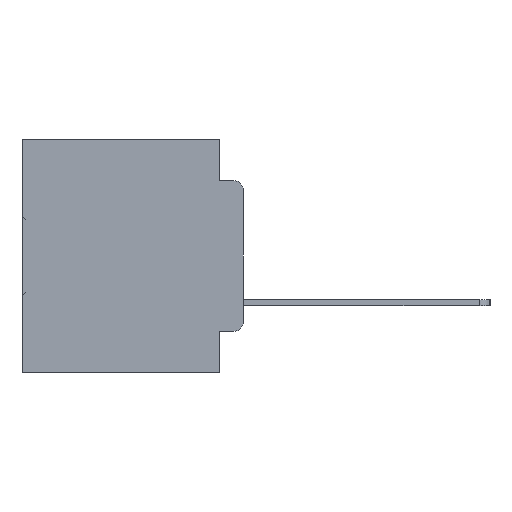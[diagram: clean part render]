
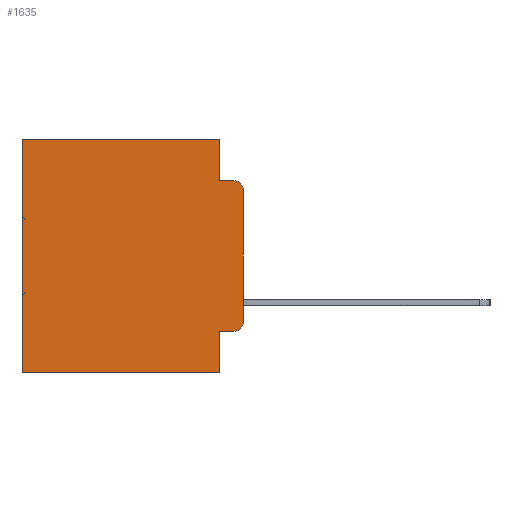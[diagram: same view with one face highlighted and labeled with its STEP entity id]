
A CAD part, left-side view. The second image highlights one B-rep face of the part: STEP entity #1635.
In plain terms, the highlighted planar face has unit normal (-1, 0, 0).
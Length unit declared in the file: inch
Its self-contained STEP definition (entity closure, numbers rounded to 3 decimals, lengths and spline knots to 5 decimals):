
#412 = CIRCLE ( 'NONE', #7360, 0.02 ) ;
#530 = VERTEX_POINT ( 'NONE', #9406 ) ;
#587 = CARTESIAN_POINT ( 'NONE',  ( 0.298, 0.02, -0.4115 ) ) ;
#1421 = DIRECTION ( 'NONE',  ( 0., 0., -1. ) ) ;
#1635 = ADVANCED_FACE ( 'NONE', ( #5750 ), #9855, .F. ) ;
#1870 = ORIENTED_EDGE ( 'NONE', *, *, #21361, .F. ) ;
#1874 = LINE ( 'NONE', #34186, #7644 ) ;
#2103 = EDGE_CURVE ( 'NONE', #15012, #29706, #412, .T. ) ;
#2394 = VERTEX_POINT ( 'NONE', #34647 ) ;
#2437 = LINE ( 'NONE', #20442, #9029 ) ;
#2807 = ORIENTED_EDGE ( 'NONE', *, *, #2103, .T. ) ;
#2822 = CARTESIAN_POINT ( 'NONE',  ( 0.298, 0.051, -0.4115 ) ) ;
#2872 = VERTEX_POINT ( 'NONE', #31742 ) ;
#2986 = VECTOR ( 'NONE', #8923, 39.37008 ) ;
#3133 = DIRECTION ( 'NONE',  ( 0., 1., 0. ) ) ;
#3158 = CARTESIAN_POINT ( 'NONE',  ( 0.298, 0.02, -0.1085 ) ) ;
#3206 = ORIENTED_EDGE ( 'NONE', *, *, #10073, .F. ) ;
#3758 = CARTESIAN_POINT ( 'NONE',  ( 0.298, 0., -0.5 ) ) ;
#4741 = EDGE_LOOP ( 'NONE', ( #11061, #28063, #29753, #3206, #18807, #17091, #31446, #1870, #32709, #2807 ) ) ;
#5157 = EDGE_CURVE ( 'NONE', #530, #27650, #23192, .T. ) ;
#5750 = FACE_OUTER_BOUND ( 'NONE', #4741, .T. ) ;
#5992 = DIRECTION ( 'NONE',  ( 0., 0., -1. ) ) ;
#6099 = VECTOR ( 'NONE', #3133, 39.37008 ) ;
#6616 = EDGE_CURVE ( 'NONE', #10899, #7090, #1874, .T. ) ;
#6746 = DIRECTION ( 'NONE',  ( 0., 0., -1. ) ) ;
#7090 = VERTEX_POINT ( 'NONE', #25527 ) ;
#7207 = DIRECTION ( 'NONE',  ( 1., 0., 0. ) ) ;
#7360 = AXIS2_PLACEMENT_3D ( 'NONE', #9095, #28132, #11882 ) ;
#7644 = VECTOR ( 'NONE', #1421, 39.37008 ) ;
#8629 = EDGE_CURVE ( 'NONE', #2872, #10899, #13495, .T. ) ;
#8923 = DIRECTION ( 'NONE',  ( 0., -1., 0. ) ) ;
#9029 = VECTOR ( 'NONE', #6746, 39.37008 ) ;
#9095 = CARTESIAN_POINT ( 'NONE',  ( 0.298, 0.02, -0.3915 ) ) ;
#9406 = CARTESIAN_POINT ( 'NONE',  ( 0.298, 0., -0.1085 ) ) ;
#9855 = PLANE ( 'NONE',  #30594 ) ;
#10000 = LINE ( 'NONE', #31867, #23690 ) ;
#10073 = EDGE_CURVE ( 'NONE', #2872, #14773, #2437, .T. ) ;
#10243 = CARTESIAN_POINT ( 'NONE',  ( 0.298, 0.051, -0.0885 ) ) ;
#10899 = VERTEX_POINT ( 'NONE', #32786 ) ;
#11061 = ORIENTED_EDGE ( 'NONE', *, *, #20894, .F. ) ;
#11882 = DIRECTION ( 'NONE',  ( 0., 0., -1. ) ) ;
#13495 = LINE ( 'NONE', #33201, #6099 ) ;
#14773 = VERTEX_POINT ( 'NONE', #10243 ) ;
#15012 = VERTEX_POINT ( 'NONE', #587 ) ;
#15558 = LINE ( 'NONE', #31009, #29929 ) ;
#16123 = DIRECTION ( 'NONE',  ( 0., -1., 0. ) ) ;
#17091 = ORIENTED_EDGE ( 'NONE', *, *, #6616, .T. ) ;
#17567 = DIRECTION ( 'NONE',  ( 0., 0., -1. ) ) ;
#17796 = AXIS2_PLACEMENT_3D ( 'NONE', #3158, #22467, #5992 ) ;
#18807 = ORIENTED_EDGE ( 'NONE', *, *, #8629, .T. ) ;
#19128 = LINE ( 'NONE', #3758, #33419 ) ;
#19244 = VECTOR ( 'NONE', #16123, 39.37008 ) ;
#19559 = EDGE_CURVE ( 'NONE', #2394, #7090, #19128, .T. ) ;
#19797 = CARTESIAN_POINT ( 'NONE',  ( 0.298, 0., -0.3915 ) ) ;
#20309 = DIRECTION ( 'NONE',  ( 0., 1., 0. ) ) ;
#20442 = CARTESIAN_POINT ( 'NONE',  ( 0.298, 0.051, 0. ) ) ;
#20894 = EDGE_CURVE ( 'NONE', #530, #29706, #10000, .T. ) ;
#21361 = EDGE_CURVE ( 'NONE', #25260, #2394, #15558, .T. ) ;
#22467 = DIRECTION ( 'NONE',  ( -1., 0., 0. ) ) ;
#23176 = EDGE_CURVE ( 'NONE', #25260, #15012, #26441, .T. ) ;
#23192 = CIRCLE ( 'NONE', #17796, 0.02 ) ;
#23690 = VECTOR ( 'NONE', #34517, 39.37008 ) ;
#25260 = VERTEX_POINT ( 'NONE', #2822 ) ;
#25284 = CARTESIAN_POINT ( 'NONE',  ( 0.298, 0.051, -0.0885 ) ) ;
#25527 = CARTESIAN_POINT ( 'NONE',  ( 0.298, 0.473, -0.5 ) ) ;
#26303 = DIRECTION ( 'NONE',  ( 0., 0., -1. ) ) ;
#26441 = LINE ( 'NONE', #26893, #19244 ) ;
#26893 = CARTESIAN_POINT ( 'NONE',  ( 0.298, 0.051, -0.4115 ) ) ;
#27175 = EDGE_CURVE ( 'NONE', #14773, #27650, #32084, .T. ) ;
#27650 = VERTEX_POINT ( 'NONE', #30048 ) ;
#28063 = ORIENTED_EDGE ( 'NONE', *, *, #5157, .T. ) ;
#28132 = DIRECTION ( 'NONE',  ( -1., 0., 0. ) ) ;
#29706 = VERTEX_POINT ( 'NONE', #19797 ) ;
#29753 = ORIENTED_EDGE ( 'NONE', *, *, #27175, .F. ) ;
#29929 = VECTOR ( 'NONE', #17567, 39.37008 ) ;
#30048 = CARTESIAN_POINT ( 'NONE',  ( 0.298, 0.02, -0.0885 ) ) ;
#30594 = AXIS2_PLACEMENT_3D ( 'NONE', #34234, #7207, #26303 ) ;
#31009 = CARTESIAN_POINT ( 'NONE',  ( 0.298, 0.051, 0. ) ) ;
#31446 = ORIENTED_EDGE ( 'NONE', *, *, #19559, .F. ) ;
#31742 = CARTESIAN_POINT ( 'NONE',  ( 0.298, 0.051, 0. ) ) ;
#31867 = CARTESIAN_POINT ( 'NONE',  ( 0.298, 0., 0. ) ) ;
#32084 = LINE ( 'NONE', #25284, #2986 ) ;
#32709 = ORIENTED_EDGE ( 'NONE', *, *, #23176, .T. ) ;
#32786 = CARTESIAN_POINT ( 'NONE',  ( 0.298, 0.473, 0. ) ) ;
#33201 = CARTESIAN_POINT ( 'NONE',  ( 0.298, 0., 0. ) ) ;
#33419 = VECTOR ( 'NONE', #20309, 39.37008 ) ;
#34186 = CARTESIAN_POINT ( 'NONE',  ( 0.298, 0.473, 0. ) ) ;
#34234 = CARTESIAN_POINT ( 'NONE',  ( 0.298, 0., 0. ) ) ;
#34517 = DIRECTION ( 'NONE',  ( 0., 0., -1. ) ) ;
#34647 = CARTESIAN_POINT ( 'NONE',  ( 0.298, 0.051, -0.5 ) ) ;
